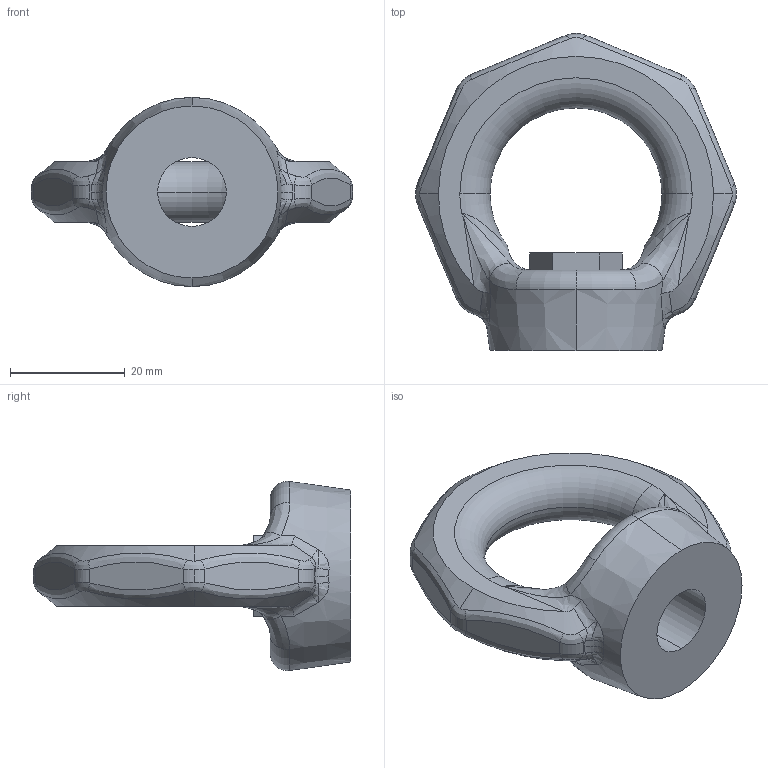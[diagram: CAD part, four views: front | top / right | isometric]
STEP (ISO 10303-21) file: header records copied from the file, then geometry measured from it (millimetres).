
FILE_DESCRIPTION (( 'STEP AP203' ), '1' );
FILE_NAME ('T42307.STEP', '2018-07-24T09:02:50', ( '' ), ( '' ), 'SwSTEP 2.0', 'SolidWorks 2016', '' );
FILE_SCHEMA (( 'CONFIG_CONTROL_DESIGN' ));
Length unit declared in the file: millimetre
Products named in the file (1): T42307
Bounding box: 56 x 55.3 x 33.03 mm (x, y, z)
Volume: 20056.5 mm3; surface area: 7228.3 mm2
Topology: 1 solids, 1 shells, 116 faces, 298 edges, 175 vertices
Faces by surface type: bspline 66, plane 21, cylinder 12, torus 9, cone 8
Entity records: 6314 total; most frequent: CARTESIAN_POINT 3980, ORIENTED_EDGE 580, DIRECTION 331, EDGE_CURVE 290, VERTEX_POINT 175, B_SPLINE_CURVE_WITH_KNOTS 150, AXIS2_PLACEMENT_3D 144, EDGE_LOOP 119
